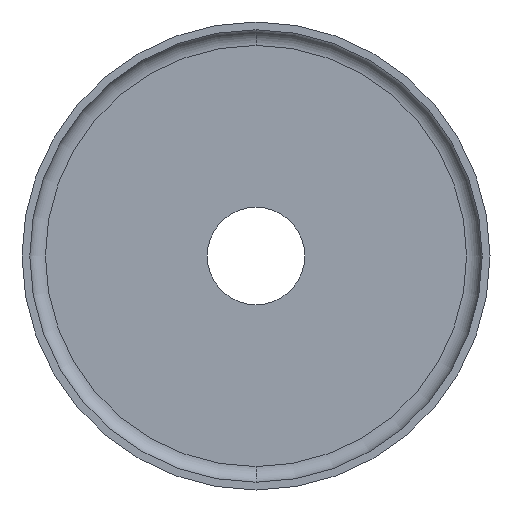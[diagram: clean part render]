
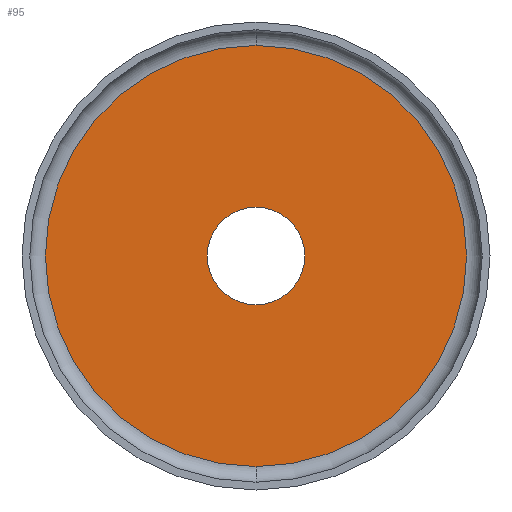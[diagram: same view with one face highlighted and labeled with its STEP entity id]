
A CAD part, front view. The second image highlights one B-rep face of the part: STEP entity #95.
In plain terms, the highlighted planar face has unit normal (0, -1, 0).
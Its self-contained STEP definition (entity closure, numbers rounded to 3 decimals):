
#16 = VERTEX_POINT ( 'NONE', #365 ) ;
#23 = ORIENTED_EDGE ( 'NONE', *, *, #385, .T. ) ;
#28 = DIRECTION ( 'NONE',  ( 0., 0., 1. ) ) ;
#32 = CARTESIAN_POINT ( 'NONE',  ( 27., 0., 0. ) ) ;
#50 = CIRCLE ( 'NONE', #102, 6.25 ) ;
#52 = ORIENTED_EDGE ( 'NONE', *, *, #372, .F. ) ;
#59 = CARTESIAN_POINT ( 'NONE',  ( 0., 0., 0. ) ) ;
#64 = PLANE ( 'NONE',  #315 ) ;
#68 = CARTESIAN_POINT ( 'NONE',  ( 0., 0., 27. ) ) ;
#86 = VERTEX_POINT ( 'NONE', #128 ) ;
#92 = DIRECTION ( 'NONE',  ( 0., 0., 1. ) ) ;
#93 = FACE_BOUND ( 'NONE', #148, .T. ) ;
#95 = ADVANCED_FACE ( 'NONE', ( #93, #155 ), #64, .T. ) ;
#100 = VERTEX_POINT ( 'NONE', #68 ) ;
#102 = AXIS2_PLACEMENT_3D ( 'NONE', #299, #120, #92 ) ;
#113 = CARTESIAN_POINT ( 'NONE',  ( 0., 0., 6.25 ) ) ;
#117 = DIRECTION ( 'NONE',  ( 0., 0., 1. ) ) ;
#120 = DIRECTION ( 'NONE',  ( 0., 1., 0. ) ) ;
#125 = DIRECTION ( 'NONE',  ( 0., 1., 0. ) ) ;
#128 = CARTESIAN_POINT ( 'NONE',  ( 0., 0., -27. ) ) ;
#148 = EDGE_LOOP ( 'NONE', ( #23, #187 ) ) ;
#155 = FACE_OUTER_BOUND ( 'NONE', #382, .T. ) ;
#182 = DIRECTION ( 'NONE',  ( 0., 1., 0. ) ) ;
#187 = ORIENTED_EDGE ( 'NONE', *, *, #222, .T. ) ;
#220 = CIRCLE ( 'NONE', #344, 27. ) ;
#222 = EDGE_CURVE ( 'NONE', #16, #379, #294, .T. ) ;
#232 = ORIENTED_EDGE ( 'NONE', *, *, #367, .F. ) ;
#239 = CARTESIAN_POINT ( 'NONE',  ( 0., 0., 0. ) ) ;
#256 = AXIS2_PLACEMENT_3D ( 'NONE', #337, #182, #28 ) ;
#294 = CIRCLE ( 'NONE', #256, 6.25 ) ;
#299 = CARTESIAN_POINT ( 'NONE',  ( 0., 0., 0. ) ) ;
#303 = AXIS2_PLACEMENT_3D ( 'NONE', #59, #125, #117 ) ;
#315 = AXIS2_PLACEMENT_3D ( 'NONE', #32, #366, #339 ) ;
#324 = CIRCLE ( 'NONE', #303, 27. ) ;
#326 = DIRECTION ( 'NONE',  ( 0., 1., 0. ) ) ;
#337 = CARTESIAN_POINT ( 'NONE',  ( 0., 0., 0. ) ) ;
#339 = DIRECTION ( 'NONE',  ( 0., 0., -1. ) ) ;
#344 = AXIS2_PLACEMENT_3D ( 'NONE', #239, #326, #389 ) ;
#365 = CARTESIAN_POINT ( 'NONE',  ( 0., 0., -6.25 ) ) ;
#366 = DIRECTION ( 'NONE',  ( 0., -1., 0. ) ) ;
#367 = EDGE_CURVE ( 'NONE', #86, #100, #324, .T. ) ;
#372 = EDGE_CURVE ( 'NONE', #100, #86, #220, .T. ) ;
#379 = VERTEX_POINT ( 'NONE', #113 ) ;
#382 = EDGE_LOOP ( 'NONE', ( #52, #232 ) ) ;
#385 = EDGE_CURVE ( 'NONE', #379, #16, #50, .T. ) ;
#389 = DIRECTION ( 'NONE',  ( 0., 0., 1. ) ) ;
